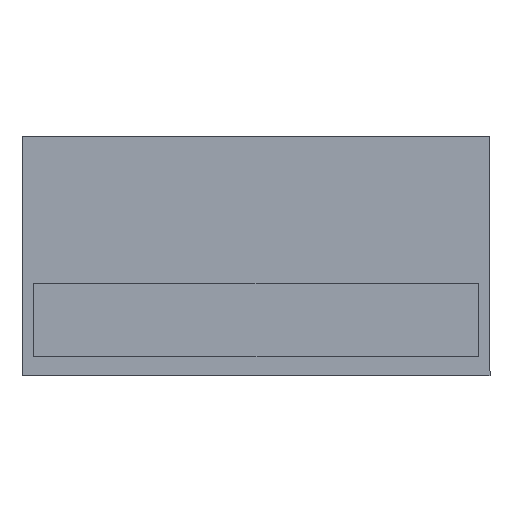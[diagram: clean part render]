
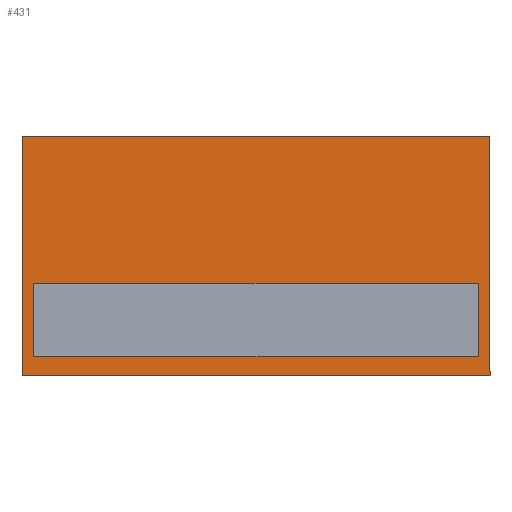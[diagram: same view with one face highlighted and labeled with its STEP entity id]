
A CAD part, top view. The second image highlights one B-rep face of the part: STEP entity #431.
In plain terms, the highlighted planar face has unit normal (0, 0, 1).
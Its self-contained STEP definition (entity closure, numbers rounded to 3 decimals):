
#1 = VERTEX_POINT ( 'NONE', #1795 ) ;
#3 = ORIENTED_EDGE ( 'NONE', *, *, #724, .T. ) ;
#7 = CARTESIAN_POINT ( 'NONE',  ( -2.875, -0.35, 0. ) ) ;
#63 = DIRECTION ( 'NONE',  ( -1., 0., 0. ) ) ;
#83 = CARTESIAN_POINT ( 'NONE',  ( -2.875, -0.35, 0. ) ) ;
#85 = CARTESIAN_POINT ( 'NONE',  ( 0., 0., 0. ) ) ;
#94 = LINE ( 'NONE', #1288, #2068 ) ;
#95 = CARTESIAN_POINT ( 'NONE',  ( 3.025, 1.55, 0. ) ) ;
#121 = DIRECTION ( 'NONE',  ( 0., 1., 0. ) ) ;
#166 = DIRECTION ( 'NONE',  ( 0., -1., 0. ) ) ;
#196 = CARTESIAN_POINT ( 'NONE',  ( 3.025, 1.55, 0. ) ) ;
#224 = ORIENTED_EDGE ( 'NONE', *, *, #521, .F. ) ;
#243 = CARTESIAN_POINT ( 'NONE',  ( 2.875, -0.35, 0. ) ) ;
#302 = VERTEX_POINT ( 'NONE', #95 ) ;
#328 = VECTOR ( 'NONE', #2010, 1000. ) ;
#354 = VERTEX_POINT ( 'NONE', #1239 ) ;
#431 = ADVANCED_FACE ( 'NONE', ( #1230, #719 ), #1060, .T. ) ;
#432 = VERTEX_POINT ( 'NONE', #615 ) ;
#433 = EDGE_LOOP ( 'NONE', ( #462, #224, #1930, #1128 ) ) ;
#440 = AXIS2_PLACEMENT_3D ( 'NONE', #85, #1292, #460 ) ;
#457 = VECTOR ( 'NONE', #63, 1000. ) ;
#460 = DIRECTION ( 'NONE',  ( 1., 0., 0. ) ) ;
#462 = ORIENTED_EDGE ( 'NONE', *, *, #1341, .F. ) ;
#509 = LINE ( 'NONE', #83, #457 ) ;
#521 = EDGE_CURVE ( 'NONE', #1371, #1929, #509, .T. ) ;
#530 = LINE ( 'NONE', #2032, #1522 ) ;
#594 = ORIENTED_EDGE ( 'NONE', *, *, #1642, .T. ) ;
#603 = DIRECTION ( 'NONE',  ( 1., 0., 0. ) ) ;
#615 = CARTESIAN_POINT ( 'NONE',  ( 3.025, -1.55, 0. ) ) ;
#703 = DIRECTION ( 'NONE',  ( 0., -1., 0. ) ) ;
#717 = LINE ( 'NONE', #1089, #1116 ) ;
#719 = FACE_OUTER_BOUND ( 'NONE', #1969, .T. ) ;
#722 = DIRECTION ( 'NONE',  ( 1., 0., 0. ) ) ;
#724 = EDGE_CURVE ( 'NONE', #302, #1, #1750, .T. ) ;
#756 = LINE ( 'NONE', #243, #328 ) ;
#765 = CARTESIAN_POINT ( 'NONE',  ( 2.875, -1.3, 0. ) ) ;
#783 = LINE ( 'NONE', #1693, #859 ) ;
#856 = ORIENTED_EDGE ( 'NONE', *, *, #1609, .T. ) ;
#859 = VECTOR ( 'NONE', #703, 1000. ) ;
#865 = EDGE_CURVE ( 'NONE', #354, #1425, #530, .T. ) ;
#881 = CARTESIAN_POINT ( 'NONE',  ( 3.025, -1.55, 0. ) ) ;
#936 = VECTOR ( 'NONE', #1358, 1000. ) ;
#1047 = LINE ( 'NONE', #881, #1685 ) ;
#1060 = PLANE ( 'NONE',  #440 ) ;
#1089 = CARTESIAN_POINT ( 'NONE',  ( 3.025, -1.55, 0. ) ) ;
#1116 = VECTOR ( 'NONE', #121, 1000. ) ;
#1128 = ORIENTED_EDGE ( 'NONE', *, *, #865, .F. ) ;
#1230 = FACE_BOUND ( 'NONE', #433, .T. ) ;
#1239 = CARTESIAN_POINT ( 'NONE',  ( -2.875, -1.3, 0. ) ) ;
#1253 = EDGE_CURVE ( 'NONE', #432, #302, #717, .T. ) ;
#1288 = CARTESIAN_POINT ( 'NONE',  ( -2.875, -0.35, 0. ) ) ;
#1292 = DIRECTION ( 'NONE',  ( 0., 0., 1. ) ) ;
#1341 = EDGE_CURVE ( 'NONE', #1929, #354, #94, .T. ) ;
#1358 = DIRECTION ( 'NONE',  ( -1., 0., 0. ) ) ;
#1371 = VERTEX_POINT ( 'NONE', #2063 ) ;
#1425 = VERTEX_POINT ( 'NONE', #765 ) ;
#1450 = VERTEX_POINT ( 'NONE', #1765 ) ;
#1522 = VECTOR ( 'NONE', #603, 1000. ) ;
#1609 = EDGE_CURVE ( 'NONE', #1, #1450, #783, .T. ) ;
#1642 = EDGE_CURVE ( 'NONE', #1450, #432, #1047, .T. ) ;
#1685 = VECTOR ( 'NONE', #722, 1000. ) ;
#1693 = CARTESIAN_POINT ( 'NONE',  ( -3.025, -1.55, 0. ) ) ;
#1709 = EDGE_CURVE ( 'NONE', #1425, #1371, #756, .T. ) ;
#1750 = LINE ( 'NONE', #196, #936 ) ;
#1765 = CARTESIAN_POINT ( 'NONE',  ( -3.025, -1.55, 0. ) ) ;
#1795 = CARTESIAN_POINT ( 'NONE',  ( -3.025, 1.55, 0. ) ) ;
#1929 = VERTEX_POINT ( 'NONE', #7 ) ;
#1930 = ORIENTED_EDGE ( 'NONE', *, *, #1709, .F. ) ;
#1969 = EDGE_LOOP ( 'NONE', ( #2058, #3, #856, #594 ) ) ;
#2010 = DIRECTION ( 'NONE',  ( 0., 1., 0. ) ) ;
#2032 = CARTESIAN_POINT ( 'NONE',  ( -2.875, -1.3, 0. ) ) ;
#2058 = ORIENTED_EDGE ( 'NONE', *, *, #1253, .T. ) ;
#2063 = CARTESIAN_POINT ( 'NONE',  ( 2.875, -0.35, 0. ) ) ;
#2068 = VECTOR ( 'NONE', #166, 1000. ) ;
